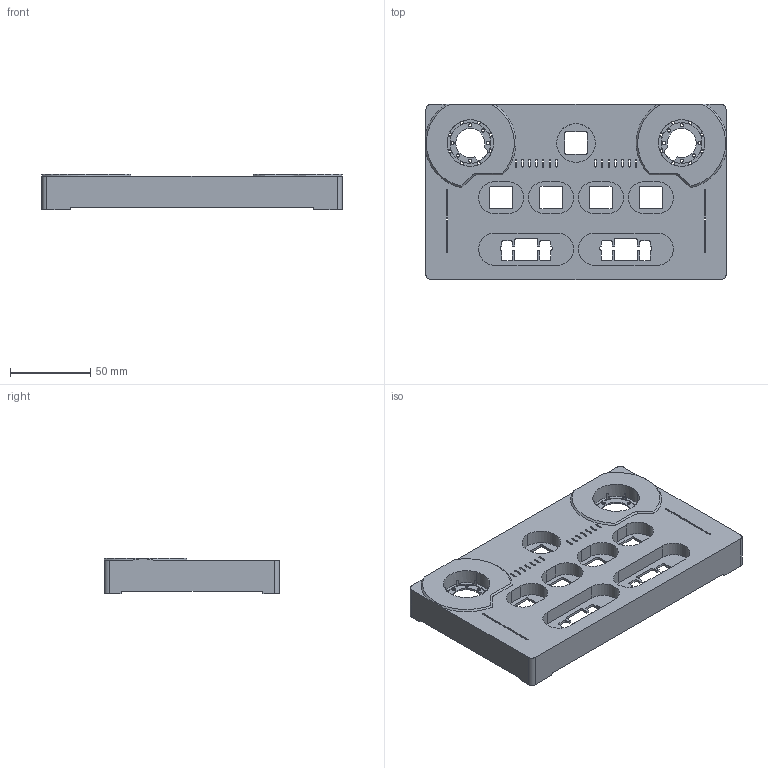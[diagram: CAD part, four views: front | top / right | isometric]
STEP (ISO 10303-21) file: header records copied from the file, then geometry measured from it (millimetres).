
FILE_DESCRIPTION(/* description */ (''),/* implementation_level */ '2;1');
FILE_NAME(/* name */ 'UPPER_~1',/* time_stamp */ '2025-06-23T19:17:06+08:00',/* author */ (''),/* organization */ (''),/* preprocessor_version */ 'ST-DEVELOPER v16.5',/* originating_system */ '',/* authorisation */ '');
FILE_SCHEMA (('CONFIG_CONTROL_DESIGN'));
Length unit declared in the file: millimetre
Products named in the file (1): Document
Bounding box: 186.44 x 108.78 x 21.85 mm (x, y, z)
Volume: 84244.6 mm3; surface area: 85042.9 mm2
Topology: 1 solids, 1 shells, 1348 faces, 3810 edges, 2516 vertices
Faces by surface type: cylinder 780, plane 476, bspline 92
Entity records: 42204 total; most frequent: CARTESIAN_POINT 18402, ORIENTED_EDGE 7620, EDGE_CURVE 3810, VERTEX_POINT 2516, EDGE_LOOP 1532, B_SPLINE_CURVE_WITH_KNOTS 1498, ADVANCED_FACE 1348, FACE_OUTER_BOUND 1348
